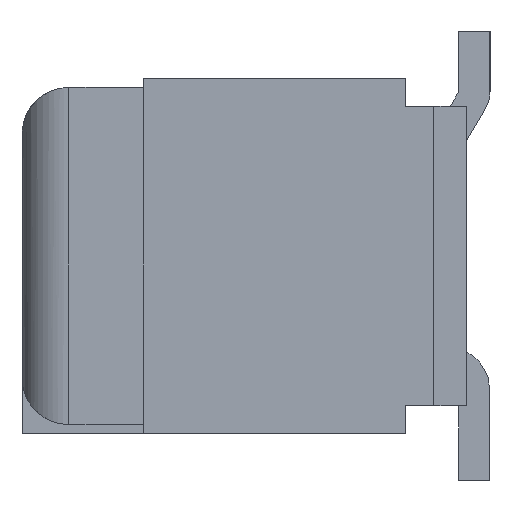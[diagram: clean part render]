
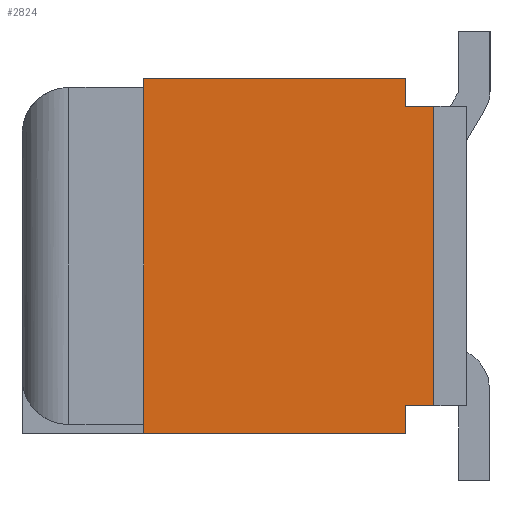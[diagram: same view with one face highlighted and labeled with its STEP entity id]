
A CAD part, left-side view. The second image highlights one B-rep face of the part: STEP entity #2824.
In plain terms, the highlighted planar face has unit normal (-1, 0, 0).
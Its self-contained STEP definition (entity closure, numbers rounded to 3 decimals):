
#2398=EDGE_CURVE('',#6996,#5146,#7140,.T.);
#2492=VERTEX_POINT('',#7248);
#2736=VERTEX_POINT('',#7511);
#2752=EDGE_CURVE('',#5146,#2736,#7528,.T.);
#2824=ADVANCED_FACE('',(#7606),#7607,.F.);
#2900=EDGE_CURVE('',#4310,#6996,#7687,.T.);
#2952=EDGE_CURVE('',#2492,#4218,#7742,.T.);
#3462=EDGE_CURVE('',#3710,#6492,#8297,.T.);
#3710=VERTEX_POINT('',#8562);
#4218=VERTEX_POINT('',#9110);
#4310=VERTEX_POINT('',#9208);
#4932=VERTEX_POINT('',#9883);
#5146=VERTEX_POINT('',#10110);
#5958=EDGE_CURVE('',#2736,#3710,#10999,.T.);
#6054=EDGE_CURVE('',#4218,#6594,#11105,.T.);
#6098=EDGE_CURVE('',#2492,#6492,#11153,.T.);
#6356=EDGE_CURVE('',#4310,#4932,#11443,.T.);
#6492=VERTEX_POINT('',#11601);
#6594=VERTEX_POINT('',#11707);
#6830=EDGE_CURVE('',#6594,#4932,#11971,.T.);
#6996=VERTEX_POINT('',#12143);
#7140=LINE('',#12296,#12297);
#7248=CARTESIAN_POINT('',(-7.0,3.7,1.9));
#7511=CARTESIAN_POINT('',(-7.0,0.6,1.6));
#7528=LINE('',#12839,#12840);
#7606=FACE_OUTER_BOUND('',#12946,.T.);
#7607=PLANE('',#12947);
#7687=LINE('',#13059,#13060);
#7742=LINE('',#13142,#13143);
#8297=LINE('',#13980,#13981);
#8562=CARTESIAN_POINT('',(-7.0,0.9,1.6));
#9110=CARTESIAN_POINT('',(-7.0,3.7,1.8));
#9208=CARTESIAN_POINT('',(-7.0,0.9,-1.9));
#9883=CARTESIAN_POINT('',(-7.0,3.7,-1.9));
#10110=CARTESIAN_POINT('',(-7.0,0.6,-1.6));
#10999=LINE('',#17941,#17942);
#11105=LINE('',#18101,#18102);
#11153=LINE('',#18173,#18174);
#11443=LINE('',#18577,#18578);
#11601=CARTESIAN_POINT('',(-7.0,0.9,1.9));
#11707=CARTESIAN_POINT('',(-7.0,3.7,-1.8));
#11971=LINE('',#19317,#19318);
#12143=CARTESIAN_POINT('',(-7.0,0.9,-1.6));
#12296=CARTESIAN_POINT('',(-7.0,1.213,-1.6));
#12297=VECTOR('',#19780,1.0);
#12839=CARTESIAN_POINT('',(-7.0,0.6,0.0));
#12840=VECTOR('',#20141,1.0);
#12946=EDGE_LOOP('',(#20206,#20207,#20208,#20209,#20210,#20211,#20212,#20213,#20214,#20215));
#12947=AXIS2_PLACEMENT_3D('',#20216,#20217,#20218);
#13059=CARTESIAN_POINT('',(-7.0,0.9,-0.875));
#13060=VECTOR('',#20273,1.0);
#13142=CARTESIAN_POINT('',(-7.0,3.7,0.0));
#13143=VECTOR('',#20311,1.0);
#13980=CARTESIAN_POINT('',(-7.0,0.9,0.875));
#13981=VECTOR('',#20895,1.0);
#17941=CARTESIAN_POINT('',(-7.0,1.213,1.6));
#17942=VECTOR('',#23541,1.0);
#18101=CARTESIAN_POINT('',(-7.0,3.7,0.0));
#18102=VECTOR('',#23649,1.0);
#18173=CARTESIAN_POINT('',(-7.0,1.975,1.9));
#18174=VECTOR('',#23693,1.0);
#18577=CARTESIAN_POINT('',(-7.0,1.975,-1.9));
#18578=VECTOR('',#24066,1.0);
#19317=CARTESIAN_POINT('',(-7.0,3.7,0.0));
#19318=VECTOR('',#24683,1.0);
#19780=DIRECTION('',(0.0,-1.0,0.0));
#20141=DIRECTION('',(-0.0,0.0,1.0));
#20206=ORIENTED_EDGE('',*,*,#2398,.T.);
#20207=ORIENTED_EDGE('',*,*,#2752,.T.);
#20208=ORIENTED_EDGE('',*,*,#5958,.T.);
#20209=ORIENTED_EDGE('',*,*,#3462,.T.);
#20210=ORIENTED_EDGE('',*,*,#6098,.F.);
#20211=ORIENTED_EDGE('',*,*,#2952,.T.);
#20212=ORIENTED_EDGE('',*,*,#6054,.T.);
#20213=ORIENTED_EDGE('',*,*,#6830,.T.);
#20214=ORIENTED_EDGE('',*,*,#6356,.F.);
#20215=ORIENTED_EDGE('',*,*,#2900,.T.);
#20216=CARTESIAN_POINT('',(-7.0,1.975,0.0));
#20217=DIRECTION('',(1.0,0.0,0.0));
#20218=DIRECTION('',(0.0,0.0,-1.0));
#20273=DIRECTION('',(-0.0,0.0,1.0));
#20311=DIRECTION('',(0.0,0.0,-1.0));
#20895=DIRECTION('',(-0.0,0.0,1.0));
#23541=DIRECTION('',(0.0,1.0,0.0));
#23649=DIRECTION('',(0.0,0.0,-1.0));
#23693=DIRECTION('',(0.0,-1.0,0.0));
#24066=DIRECTION('',(0.0,1.0,0.0));
#24683=DIRECTION('',(0.0,0.0,-1.0));
